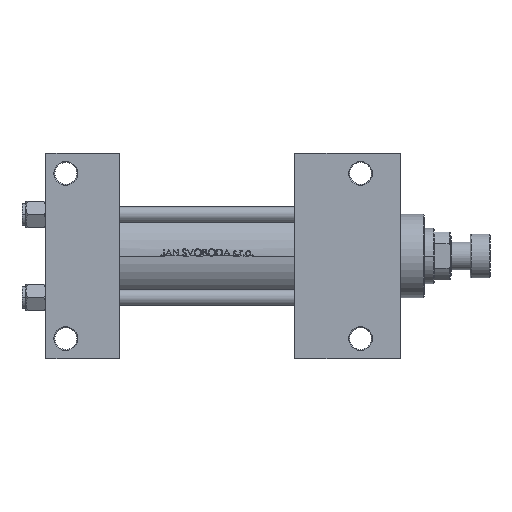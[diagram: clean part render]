
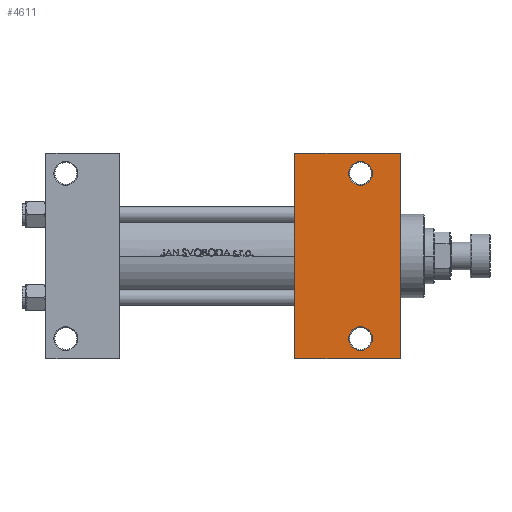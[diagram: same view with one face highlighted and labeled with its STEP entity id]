
A CAD part, front view. The second image highlights one B-rep face of the part: STEP entity #4611.
In plain terms, the highlighted face is planar.
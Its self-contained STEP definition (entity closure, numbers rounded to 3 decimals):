
#363 = DIRECTION ( 'NONE',  ( 0., 0., 1. ) ) ;
#716 = LINE ( 'NONE', #16146, #49280 ) ;
#954 = EDGE_CURVE ( 'NONE', #13013, #4020, #38041, .T. ) ;
#1869 = VECTOR ( 'NONE', #16612, 1000. ) ;
#2225 = ORIENTED_EDGE ( 'NONE', *, *, #45185, .T. ) ;
#2287 = VERTEX_POINT ( 'NONE', #34203 ) ;
#3392 = VERTEX_POINT ( 'NONE', #9507 ) ;
#3464 = DIRECTION ( 'NONE',  ( 0., 0., -1. ) ) ;
#3646 = VERTEX_POINT ( 'NONE', #35351 ) ;
#3877 = CIRCLE ( 'NONE', #46751, 6. ) ;
#3962 = FACE_BOUND ( 'NONE', #49509, .T. ) ;
#4020 = VERTEX_POINT ( 'NONE', #40325 ) ;
#4354 = EDGE_LOOP ( 'NONE', ( #2225, #21476 ) ) ;
#4611 = ADVANCED_FACE ( 'NONE', ( #3962, #7272, #46282 ), #38212, .T. ) ;
#6859 = ORIENTED_EDGE ( 'NONE', *, *, #12812, .F. ) ;
#7119 = CARTESIAN_POINT ( 'NONE',  ( 152., 41.5, -30. ) ) ;
#7272 = FACE_BOUND ( 'NONE', #4354, .T. ) ;
#7771 = CARTESIAN_POINT ( 'NONE',  ( 178., 30., -30. ) ) ;
#8118 = VECTOR ( 'NONE', #48817, 1000. ) ;
#9507 = CARTESIAN_POINT ( 'NONE',  ( 125., 51.5, -30. ) ) ;
#10777 = CIRCLE ( 'NONE', #15697, 6. ) ;
#11444 = VERTEX_POINT ( 'NONE', #47658 ) ;
#11597 = DIRECTION ( 'NONE',  ( 0., 1., 0. ) ) ;
#11844 = DIRECTION ( 'NONE',  ( 0., 0., 1. ) ) ;
#12080 = CARTESIAN_POINT ( 'NONE',  ( 125., 30., -30. ) ) ;
#12177 = VERTEX_POINT ( 'NONE', #31043 ) ;
#12347 = EDGE_CURVE ( 'NONE', #12177, #45971, #10777, .T. ) ;
#12812 = EDGE_CURVE ( 'NONE', #3392, #11444, #15606, .T. ) ;
#12910 = EDGE_CURVE ( 'NONE', #2287, #3646, #20924, .T. ) ;
#13013 = VERTEX_POINT ( 'NONE', #41465 ) ;
#13442 = DIRECTION ( 'NONE',  ( 0., 0., 1. ) ) ;
#15606 = LINE ( 'NONE', #12080, #48002 ) ;
#15697 = AXIS2_PLACEMENT_3D ( 'NONE', #29176, #13442, #19856 ) ;
#15787 = ORIENTED_EDGE ( 'NONE', *, *, #37753, .T. ) ;
#16019 = EDGE_LOOP ( 'NONE', ( #6859, #26162, #30523, #15787 ) ) ;
#16146 = CARTESIAN_POINT ( 'NONE',  ( 125., -51.5, -30. ) ) ;
#16612 = DIRECTION ( 'NONE',  ( 0., -1., 0. ) ) ;
#17116 = CARTESIAN_POINT ( 'NONE',  ( 178., 30., -30. ) ) ;
#18875 = DIRECTION ( 'NONE',  ( 0., 1., 0. ) ) ;
#19856 = DIRECTION ( 'NONE',  ( 0., 1., 0. ) ) ;
#19884 = DIRECTION ( 'NONE',  ( 0., 0., 1. ) ) ;
#20924 = LINE ( 'NONE', #17116, #1869 ) ;
#21147 = AXIS2_PLACEMENT_3D ( 'NONE', #7771, #3464, #23220 ) ;
#21476 = ORIENTED_EDGE ( 'NONE', *, *, #954, .T. ) ;
#23220 = DIRECTION ( 'NONE',  ( 0., 1., 0. ) ) ;
#26162 = ORIENTED_EDGE ( 'NONE', *, *, #40682, .T. ) ;
#26451 = CIRCLE ( 'NONE', #28091, 6. ) ;
#26462 = ORIENTED_EDGE ( 'NONE', *, *, #12347, .T. ) ;
#26748 = CARTESIAN_POINT ( 'NONE',  ( 158., -41.5, -30. ) ) ;
#28091 = AXIS2_PLACEMENT_3D ( 'NONE', #26748, #19884, #18875 ) ;
#29176 = CARTESIAN_POINT ( 'NONE',  ( 158., 41.5, -30. ) ) ;
#30523 = ORIENTED_EDGE ( 'NONE', *, *, #12910, .T. ) ;
#30721 = AXIS2_PLACEMENT_3D ( 'NONE', #35113, #363, #31292 ) ;
#31043 = CARTESIAN_POINT ( 'NONE',  ( 164., 41.5, -30. ) ) ;
#31292 = DIRECTION ( 'NONE',  ( 0., 1., 0. ) ) ;
#31627 = DIRECTION ( 'NONE',  ( 0., -1., 0. ) ) ;
#31660 = DIRECTION ( 'NONE',  ( -1., 0., 0. ) ) ;
#34203 = CARTESIAN_POINT ( 'NONE',  ( 178., 51.5, -30. ) ) ;
#35113 = CARTESIAN_POINT ( 'NONE',  ( 158., -41.5, -30. ) ) ;
#35351 = CARTESIAN_POINT ( 'NONE',  ( 178., -51.5, -30. ) ) ;
#35495 = EDGE_CURVE ( 'NONE', #45971, #12177, #3877, .T. ) ;
#35595 = ORIENTED_EDGE ( 'NONE', *, *, #35495, .T. ) ;
#37753 = EDGE_CURVE ( 'NONE', #3646, #11444, #716, .T. ) ;
#38041 = CIRCLE ( 'NONE', #30721, 6. ) ;
#38212 = PLANE ( 'NONE',  #21147 ) ;
#40325 = CARTESIAN_POINT ( 'NONE',  ( 152., -41.5, -30. ) ) ;
#40682 = EDGE_CURVE ( 'NONE', #3392, #2287, #41972, .T. ) ;
#41465 = CARTESIAN_POINT ( 'NONE',  ( 164., -41.5, -30. ) ) ;
#41972 = LINE ( 'NONE', #49796, #8118 ) ;
#43038 = CARTESIAN_POINT ( 'NONE',  ( 158., 41.5, -30. ) ) ;
#45185 = EDGE_CURVE ( 'NONE', #4020, #13013, #26451, .T. ) ;
#45971 = VERTEX_POINT ( 'NONE', #7119 ) ;
#46282 = FACE_OUTER_BOUND ( 'NONE', #16019, .T. ) ;
#46751 = AXIS2_PLACEMENT_3D ( 'NONE', #43038, #11844, #11597 ) ;
#47658 = CARTESIAN_POINT ( 'NONE',  ( 125., -51.5, -30. ) ) ;
#48002 = VECTOR ( 'NONE', #31627, 1000. ) ;
#48817 = DIRECTION ( 'NONE',  ( 1., 0., 0. ) ) ;
#49280 = VECTOR ( 'NONE', #31660, 1000. ) ;
#49509 = EDGE_LOOP ( 'NONE', ( #35595, #26462 ) ) ;
#49796 = CARTESIAN_POINT ( 'NONE',  ( 125., 51.5, -30. ) ) ;
